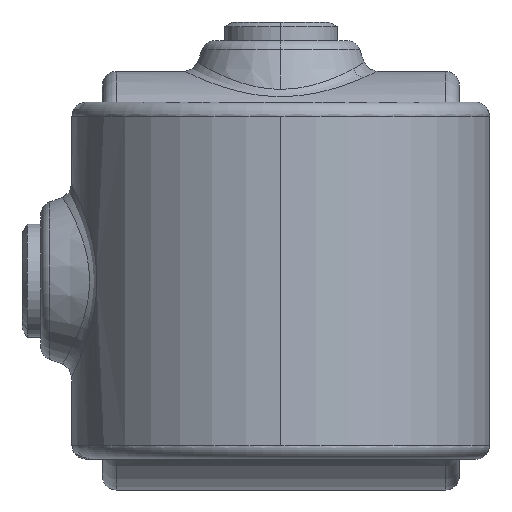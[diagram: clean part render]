
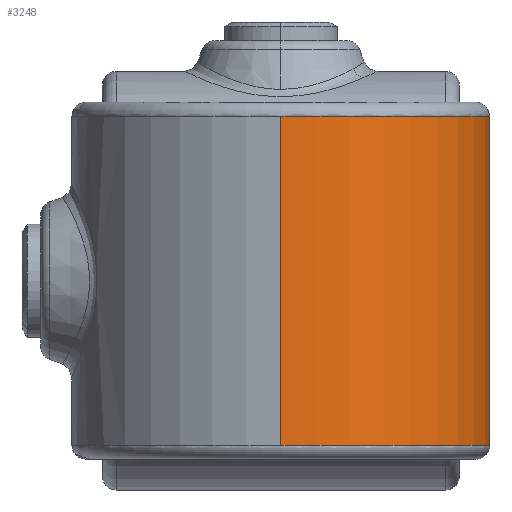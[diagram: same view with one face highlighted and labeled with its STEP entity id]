
A CAD part, left-side view. The second image highlights one B-rep face of the part: STEP entity #3248.
In plain terms, the highlighted cylindrical face has radius 30.5 mm (diameter 61 mm), a partial arc.
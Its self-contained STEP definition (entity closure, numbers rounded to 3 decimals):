
#13 = CARTESIAN_POINT ( 'NONE',  ( -28.937, -14.996, 20.723 ) ) ;
#48 = CARTESIAN_POINT ( 'NONE',  ( -86., 0., 24. ) ) ;
#62 = CARTESIAN_POINT ( 'NONE',  ( -55.5, 0., 24. ) ) ;
#125 = EDGE_CURVE ( 'NONE', #5345, #4895, #1671, .T. ) ;
#170 = AXIS2_PLACEMENT_3D ( 'NONE', #62, #4047, #1892 ) ;
#171 = CARTESIAN_POINT ( 'NONE',  ( -32.685, -20.247, -14.003 ) ) ;
#235 = DIRECTION ( 'NONE',  ( -1., 0., 0. ) ) ;
#492 = CARTESIAN_POINT ( 'NONE',  ( -31.633, -18.992, 16.275 ) ) ;
#499 = VECTOR ( 'NONE', #4930, 1000. ) ;
#628 = CARTESIAN_POINT ( 'NONE',  ( -32.257, -19.75, -14.97 ) ) ;
#826 = ORIENTED_EDGE ( 'NONE', *, *, #4287, .T. ) ;
#867 = CARTESIAN_POINT ( 'NONE',  ( -35.346, -22.893, -3.111 ) ) ;
#900 = CARTESIAN_POINT ( 'NONE',  ( -33.893, -21.528, 10.646 ) ) ;
#919 = CARTESIAN_POINT ( 'NONE',  ( -32.866, -20.453, 13.583 ) ) ;
#972 = CARTESIAN_POINT ( 'NONE',  ( -26.249, -8.639, 24. ) ) ;
#980 = CARTESIAN_POINT ( 'NONE',  ( -26.697, -10.057, -23.515 ) ) ;
#1043 = CARTESIAN_POINT ( 'NONE',  ( -31.812, -19.214, -15.912 ) ) ;
#1263 = CARTESIAN_POINT ( 'NONE',  ( -34.145, -21.782, -9.887 ) ) ;
#1311 = CARTESIAN_POINT ( 'NONE',  ( -33.735, -21.368, 11.15 ) ) ;
#1327 = ORIENTED_EDGE ( 'NONE', *, *, #3081, .T. ) ;
#1350 = CARTESIAN_POINT ( 'NONE',  ( -35.071, -22.648, 5.399 ) ) ;
#1390 = CARTESIAN_POINT ( 'NONE',  ( -34.327, -21.954, 9.102 ) ) ;
#1469 = EDGE_CURVE ( 'NONE', #2317, #5345, #4474, .T. ) ;
#1576 = CARTESIAN_POINT ( 'NONE',  ( -35.184, -22.75, 4.641 ) ) ;
#1671 = LINE ( 'NONE', #2810, #499 ) ;
#1706 = EDGE_CURVE ( 'NONE', #4201, #3065, #2080, .T. ) ;
#1748 = CARTESIAN_POINT ( 'NONE',  ( -34.189, -21.821, 9.622 ) ) ;
#1766 = CARTESIAN_POINT ( 'NONE',  ( -32.267, -19.763, 14.953 ) ) ;
#1788 = CARTESIAN_POINT ( 'NONE',  ( -28.056, -13.341, 21.905 ) ) ;
#1807 = CARTESIAN_POINT ( 'NONE',  ( -28.713, -14.593, 21.031 ) ) ;
#1845 = CYLINDRICAL_SURFACE ( 'NONE', #2277, 30.5 ) ;
#1892 = DIRECTION ( 'NONE',  ( 1., 0., 0. ) ) ;
#1901 = DIRECTION ( 'NONE',  ( 1., 0., 0. ) ) ;
#1909 = CARTESIAN_POINT ( 'NONE',  ( -30.894, -18.05, -17.701 ) ) ;
#2012 = CARTESIAN_POINT ( 'NONE',  ( -30.252, -17.153, -18.778 ) ) ;
#2033 = CARTESIAN_POINT ( 'NONE',  ( -28.966, -15.054, -20.685 ) ) ;
#2080 = B_SPLINE_CURVE_WITH_KNOTS ( 'NONE', 3,
 ( #4433, #4007, #980, #4692, #5178, #3854, #3876, #2033, #5439, #2012, #1909, #2795, #1043, #2358, #628, #171, #3224, #4305, #1263, #5175, #4738, #2547, #5165, #867, #3057, #2652, #2766, #2345, #4952, #3275, #1576, #3338 ),
 .UNSPECIFIED., .F., .F.,
 ( 4, 2, 2, 2, 2, 2, 2, 2, 2, 2, 2, 2, 2, 2, 2, 4 ),
 ( 0.05, 0.052, 0.054, 0.057, 0.059, 0.064, 0.065, 0.066, 0.068, 0.073, 0.075, 0.078, 0.08, 0.082, 0.085, 0.087 ),
 .UNSPECIFIED. ) ;
#2166 = CARTESIAN_POINT ( 'NONE',  ( -34.705, -22.315, 7.534 ) ) ;
#2221 = CARTESIAN_POINT ( 'NONE',  ( -26.89, -10.617, 23.302 ) ) ;
#2277 = AXIS2_PLACEMENT_3D ( 'NONE', #3770, #2860, #235 ) ;
#2317 = VERTEX_POINT ( 'NONE', #972 ) ;
#2345 = CARTESIAN_POINT ( 'NONE',  ( -35.446, -22.98, 1.548 ) ) ;
#2358 = CARTESIAN_POINT ( 'NONE',  ( -32.11, -19.576, -15.289 ) ) ;
#2547 = CARTESIAN_POINT ( 'NONE',  ( -35.079, -22.656, -5.401 ) ) ;
#2601 = ORIENTED_EDGE ( 'NONE', *, *, #1706, .T. ) ;
#2652 = CARTESIAN_POINT ( 'NONE',  ( -35.47, -23.001, -0.793 ) ) ;
#2665 = CARTESIAN_POINT ( 'NONE',  ( -26.249, -8.639, 24. ) ) ;
#2766 = CARTESIAN_POINT ( 'NONE',  ( -35.478, -23.008, -0.012 ) ) ;
#2795 = CARTESIAN_POINT ( 'NONE',  ( -31.661, -19.026, -16.216 ) ) ;
#2810 = CARTESIAN_POINT ( 'NONE',  ( -86., 0., 26. ) ) ;
#2836 = CIRCLE ( 'NONE', #3355, 30.5 ) ;
#2842 = CARTESIAN_POINT ( 'NONE',  ( -86., 0., -24. ) ) ;
#2860 = DIRECTION ( 'NONE',  ( 0., 0., -1. ) ) ;
#3029 = CARTESIAN_POINT ( 'NONE',  ( -33.235, -20.851, 12.632 ) ) ;
#3057 = CARTESIAN_POINT ( 'NONE',  ( -35.404, -22.943, -2.342 ) ) ;
#3065 = VERTEX_POINT ( 'NONE', #4487 ) ;
#3081 = EDGE_CURVE ( 'NONE', #4895, #4201, #2836, .T. ) ;
#3224 = CARTESIAN_POINT ( 'NONE',  ( -32.955, -20.545, -13.341 ) ) ;
#3248 = ADVANCED_FACE ( 'NONE', ( #3960 ), #1845, .T. ) ;
#3270 = DIRECTION ( 'NONE',  ( 0., 0., 1. ) ) ;
#3275 = CARTESIAN_POINT ( 'NONE',  ( -35.274, -22.829, 3.875 ) ) ;
#3338 = CARTESIAN_POINT ( 'NONE',  ( -35.071, -22.648, 5.399 ) ) ;
#3355 = AXIS2_PLACEMENT_3D ( 'NONE', #5454, #3270, #1901 ) ;
#3518 = CARTESIAN_POINT ( 'NONE',  ( -34.912, -22.504, 6.474 ) ) ;
#3770 = CARTESIAN_POINT ( 'NONE',  ( -55.5, 0., 26. ) ) ;
#3854 = CARTESIAN_POINT ( 'NONE',  ( -28.046, -13.303, -21.911 ) ) ;
#3876 = CARTESIAN_POINT ( 'NONE',  ( -28.345, -13.903, -21.526 ) ) ;
#3885 = CARTESIAN_POINT ( 'NONE',  ( -26.249, -8.639, -24. ) ) ;
#3960 = FACE_OUTER_BOUND ( 'NONE', #5362, .T. ) ;
#3965 = CARTESIAN_POINT ( 'NONE',  ( -30.293, -17.192, 18.691 ) ) ;
#3982 = CARTESIAN_POINT ( 'NONE',  ( -27.644, -12.462, 22.414 ) ) ;
#4007 = CARTESIAN_POINT ( 'NONE',  ( -26.46, -9.353, -23.774 ) ) ;
#4024 = ORIENTED_EDGE ( 'NONE', *, *, #125, .T. ) ;
#4047 = DIRECTION ( 'NONE',  ( 0., 0., -1. ) ) ;
#4070 = ORIENTED_EDGE ( 'NONE', *, *, #1469, .T. ) ;
#4201 = VERTEX_POINT ( 'NONE', #3885 ) ;
#4287 = EDGE_CURVE ( 'NONE', #3065, #2317, #5295, .T. ) ;
#4305 = CARTESIAN_POINT ( 'NONE',  ( -33.711, -21.355, -11.307 ) ) ;
#4433 = CARTESIAN_POINT ( 'NONE',  ( -26.249, -8.639, -24. ) ) ;
#4474 = CIRCLE ( 'NONE', #170, 30.5 ) ;
#4487 = CARTESIAN_POINT ( 'NONE',  ( -35.071, -22.648, 5.399 ) ) ;
#4692 = CARTESIAN_POINT ( 'NONE',  ( -27.203, -11.405, -22.936 ) ) ;
#4738 = CARTESIAN_POINT ( 'NONE',  ( -34.822, -22.421, -6.911 ) ) ;
#4774 = CARTESIAN_POINT ( 'NONE',  ( -30.747, -17.835, 17.932 ) ) ;
#4789 = CARTESIAN_POINT ( 'NONE',  ( -31.413, -18.713, 16.702 ) ) ;
#4895 = VERTEX_POINT ( 'NONE', #2842 ) ;
#4930 = DIRECTION ( 'NONE',  ( 0., 0., -1. ) ) ;
#4952 = CARTESIAN_POINT ( 'NONE',  ( -35.405, -22.944, 2.329 ) ) ;
#5165 = CARTESIAN_POINT ( 'NONE',  ( -35.184, -22.749, -4.641 ) ) ;
#5175 = CARTESIAN_POINT ( 'NONE',  ( -34.669, -22.28, -7.664 ) ) ;
#5178 = CARTESIAN_POINT ( 'NONE',  ( -27.475, -12.054, -22.616 ) ) ;
#5201 = CARTESIAN_POINT ( 'NONE',  ( -32.06, -19.517, 15.4 ) ) ;
#5222 = CARTESIAN_POINT ( 'NONE',  ( -29.387, -15.766, 20.079 ) ) ;
#5244 = CARTESIAN_POINT ( 'NONE',  ( -29.613, -16.134, 19.743 ) ) ;
#5267 = CARTESIAN_POINT ( 'NONE',  ( -26.548, -9.65, 23.681 ) ) ;
#5295 = B_SPLINE_CURVE_WITH_KNOTS ( 'NONE', 3,
 ( #1350, #3518, #2166, #1390, #1748, #900, #1311, #3029, #919, #1766, #5201, #492, #4789, #4774, #3965, #5244, #5222, #13, #1807, #1788, #3982, #2221, #5267, #2665 ),
 .UNSPECIFIED., .F., .F.,
 ( 4, 2, 2, 2, 2, 2, 2, 2, 2, 2, 2, 4 ),
 ( 0.087, 0.09, 0.092, 0.094, 0.097, 0.099, 0.1, 0.104, 0.105, 0.107, 0.11, 0.113 ),
 .UNSPECIFIED. ) ;
#5345 = VERTEX_POINT ( 'NONE', #48 ) ;
#5362 = EDGE_LOOP ( 'NONE', ( #4070, #4024, #1327, #2601, #826 ) ) ;
#5439 = CARTESIAN_POINT ( 'NONE',  ( -29.289, -15.607, -20.228 ) ) ;
#5454 = CARTESIAN_POINT ( 'NONE',  ( -55.5, 0., -24. ) ) ;
